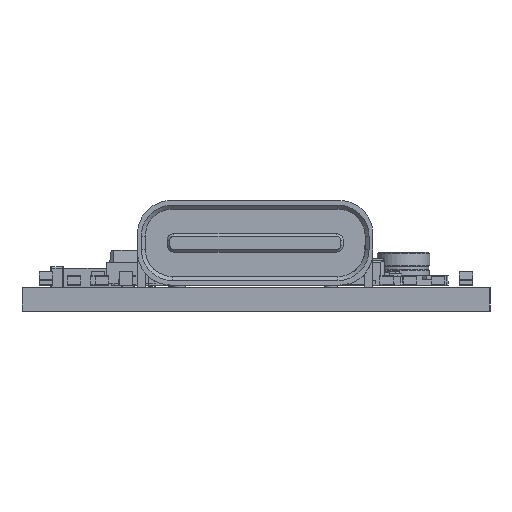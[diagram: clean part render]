
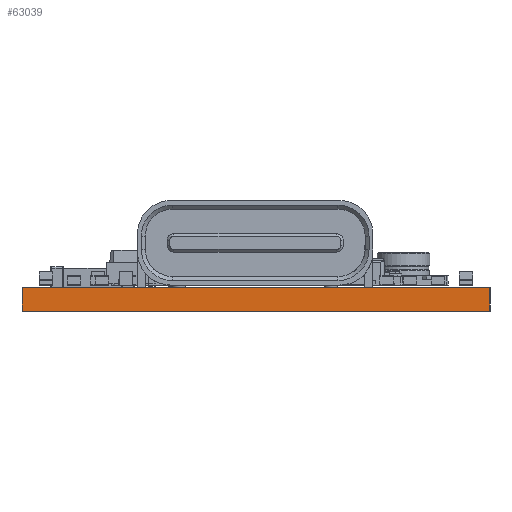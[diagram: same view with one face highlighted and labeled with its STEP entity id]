
A CAD part, left-side view. The second image highlights one B-rep face of the part: STEP entity #63039.
In plain terms, the highlighted planar face has unit normal (-1, 0, 0).
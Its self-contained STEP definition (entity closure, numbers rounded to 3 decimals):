
#62983 = VERTEX_POINT('',#62984);
#62984 = CARTESIAN_POINT('',(0.,0.,0.91));
#62990 = EDGE_CURVE('',#62991,#62983,#62993,.T.);
#62991 = VERTEX_POINT('',#62992);
#62992 = CARTESIAN_POINT('',(0.,-0.,0.));
#62993 = LINE('',#62994,#62995);
#62994 = CARTESIAN_POINT('',(0.,-0.,0.));
#62995 = VECTOR('',#62996,1.);
#62996 = DIRECTION('',(0.,0.,1.));
#63039 = ADVANCED_FACE('',(#63040),#63065,.T.);
#63040 = FACE_BOUND('',#63041,.T.);
#63041 = EDGE_LOOP('',(#63042,#63043,#63051,#63059));
#63042 = ORIENTED_EDGE('',*,*,#62990,.T.);
#63043 = ORIENTED_EDGE('',*,*,#63044,.T.);
#63044 = EDGE_CURVE('',#62983,#63045,#63047,.T.);
#63045 = VERTEX_POINT('',#63046);
#63046 = CARTESIAN_POINT('',(0.,17.78,0.91));
#63047 = LINE('',#63048,#63049);
#63048 = CARTESIAN_POINT('',(0.,0.,0.91));
#63049 = VECTOR('',#63050,1.);
#63050 = DIRECTION('',(0.,1.,0.));
#63051 = ORIENTED_EDGE('',*,*,#63052,.F.);
#63052 = EDGE_CURVE('',#63053,#63045,#63055,.T.);
#63053 = VERTEX_POINT('',#63054);
#63054 = CARTESIAN_POINT('',(0.,17.78,0.));
#63055 = LINE('',#63056,#63057);
#63056 = CARTESIAN_POINT('',(0.,17.78,0.));
#63057 = VECTOR('',#63058,1.);
#63058 = DIRECTION('',(0.,0.,1.));
#63059 = ORIENTED_EDGE('',*,*,#63060,.F.);
#63060 = EDGE_CURVE('',#62991,#63053,#63061,.T.);
#63061 = LINE('',#63062,#63063);
#63062 = CARTESIAN_POINT('',(0.,-0.,0.));
#63063 = VECTOR('',#63064,1.);
#63064 = DIRECTION('',(0.,1.,0.));
#63065 = PLANE('',#63066);
#63066 = AXIS2_PLACEMENT_3D('',#63067,#63068,#63069);
#63067 = CARTESIAN_POINT('',(0.,0.,0.));
#63068 = DIRECTION('',(-1.,0.,0.));
#63069 = DIRECTION('',(0.,1.,0.));
